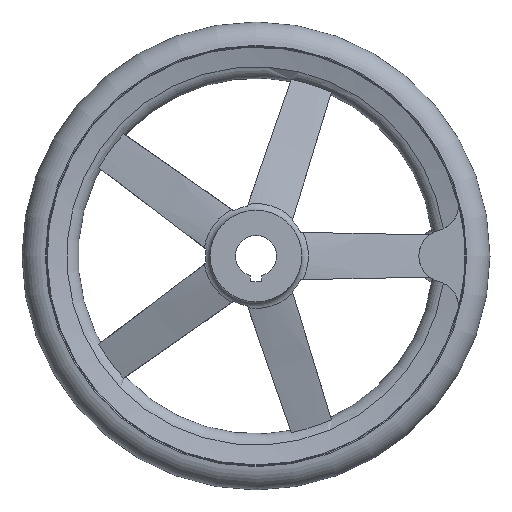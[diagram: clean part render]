
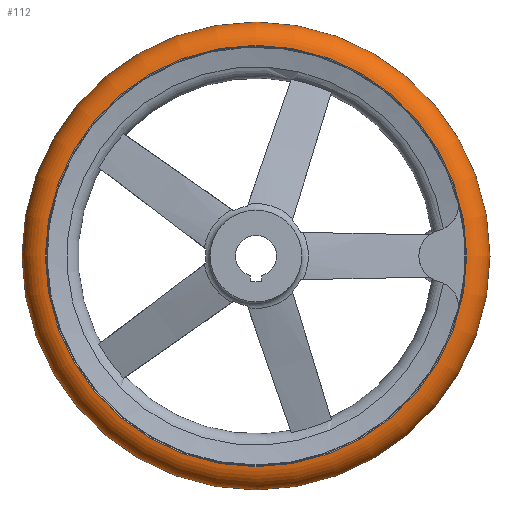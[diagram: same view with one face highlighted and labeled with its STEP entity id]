
A CAD part, front view. The second image highlights one B-rep face of the part: STEP entity #112.
In plain terms, the highlighted toroidal (fillet/blend) face has major radius 112 mm and minor radius 13 mm.
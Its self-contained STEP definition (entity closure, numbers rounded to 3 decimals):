
#112 = ADVANCED_FACE( '', ( #266, #267, #268 ), #269, .T. );
#266 = FACE_BOUND( '', #472, .T. );
#267 = FACE_OUTER_BOUND( '', #473, .T. );
#268 = FACE_OUTER_BOUND( '', #474, .T. );
#269 = TOROIDAL_SURFACE( '', #475, 112., 13. );
#472 = VERTEX_LOOP( '', #783 );
#473 = EDGE_LOOP( '', ( #784 ) );
#474 = EDGE_LOOP( '', ( #785 ) );
#475 = AXIS2_PLACEMENT_3D( '', #786, #787, #788 );
#783 = VERTEX_POINT( '', #1263 );
#784 = ORIENTED_EDGE( '', *, *, #1215, .T. );
#785 = ORIENTED_EDGE( '', *, *, #1264, .F. );
#786 = CARTESIAN_POINT( '', ( 0., 37., 0. ) );
#787 = DIRECTION( '', ( 0., -1., 0. ) );
#788 = DIRECTION( '', ( 0., 0., -1. ) );
#1215 = EDGE_CURVE( '', #1448, #1448, #1449, .T. );
#1263 = CARTESIAN_POINT( '', ( 0., 37., -125. ) );
#1264 = EDGE_CURVE( '', #1530, #1530, #1531, .T. );
#1448 = VERTEX_POINT( '', #1834 );
#1449 = CIRCLE( '', #1835, 112.542 );
#1530 = VERTEX_POINT( '', #2047 );
#1531 = CIRCLE( '', #2048, 112.542 );
#1834 = CARTESIAN_POINT( '', ( 0., 49.989, -112.542 ) );
#1835 = AXIS2_PLACEMENT_3D( '', #2689, #2690, #2691 );
#2047 = CARTESIAN_POINT( '', ( 0., 24.011, -112.542 ) );
#2048 = AXIS2_PLACEMENT_3D( '', #2739, #2740, #2741 );
#2689 = CARTESIAN_POINT( '', ( 0., 49.989, 0. ) );
#2690 = DIRECTION( '', ( 0., -1., 0. ) );
#2691 = DIRECTION( '', ( 0., 0., -1. ) );
#2739 = CARTESIAN_POINT( '', ( 0., 24.011, 0. ) );
#2740 = DIRECTION( '', ( 0., -1., 0. ) );
#2741 = DIRECTION( '', ( 0., 0., -1. ) );
